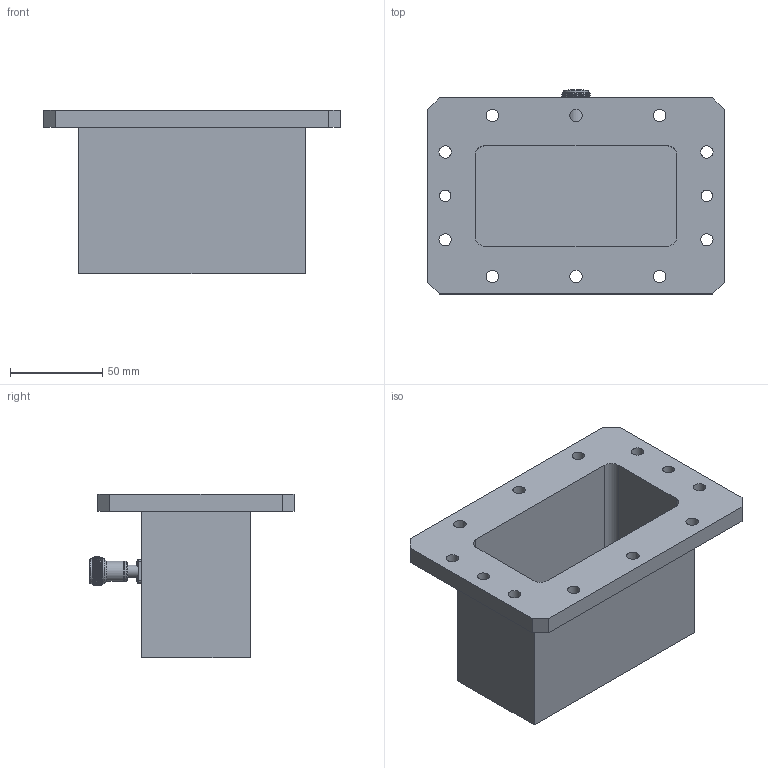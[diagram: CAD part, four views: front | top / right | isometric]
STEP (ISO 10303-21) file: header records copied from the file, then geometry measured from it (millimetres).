
FILE_DESCRIPTION (( 'STEP AP203' ), '1' );
FILE_NAME ('FMWCA9872_3D.step', '2022-03-17T21:45:19', ( '' ), ( '' ), 'SwSTEP 2.0', 'SolidWorks 2021', '' );
FILE_SCHEMA (( 'CONFIG_CONTROL_DESIGN' ));
Length unit declared in the file: inch
Products named in the file (1): FMWCA9872_3D
Bounding box: 161.04 x 110.74 x 88.9 mm (x, y, z)
Volume: 219582.1 mm3; surface area: 98789.6 mm2
Topology: 1 solids, 1 shells, 222 faces, 611 edges, 411 vertices
Faces by surface type: plane 102, cylinder 82, cone 23, bspline 15
Full cylindrical faces by diameter (mm): 1.524 x1, 2.54 x1, 4.172 x4, 6.35 x2, 6.706 x10, 6.807 x1, 10.414 x2, 10.922 x2, 13.462 x2
Entity records: 9083 total; most frequent: CARTESIAN_POINT 4007, ORIENTED_EDGE 1104, DIRECTION 864, EDGE_CURVE 552, VERTEX_POINT 390, AXIS2_PLACEMENT_3D 318, EDGE_LOOP 304, FACE_OUTER_BOUND 255
